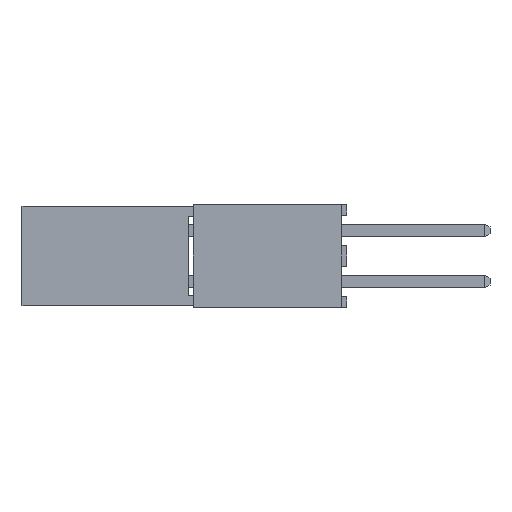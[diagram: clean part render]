
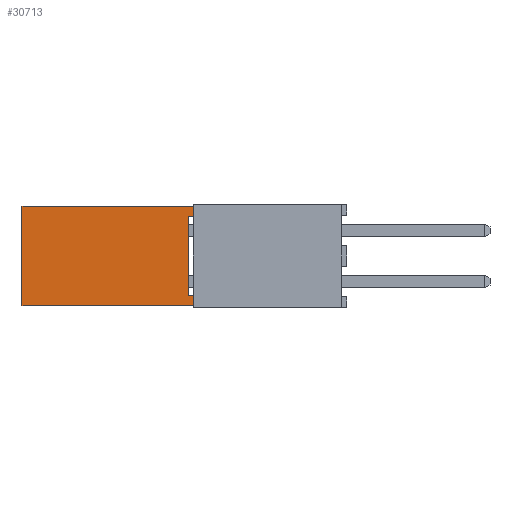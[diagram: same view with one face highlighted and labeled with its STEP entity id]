
A CAD part, left-side view. The second image highlights one B-rep face of the part: STEP entity #30713.
In plain terms, the highlighted planar face has unit normal (-1, 0, 0).
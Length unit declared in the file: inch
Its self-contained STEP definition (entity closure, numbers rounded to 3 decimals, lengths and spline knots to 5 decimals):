
#667=ORIENTED_EDGE('',*,*,#9439,.T.);
#668=ORIENTED_EDGE('',*,*,#9165,.T.);
#669=ORIENTED_EDGE('',*,*,#9317,.F.);
#670=ORIENTED_EDGE('',*,*,#9503,.F.);
#671=ORIENTED_EDGE('',*,*,#9311,.T.);
#672=ORIENTED_EDGE('',*,*,#9248,.T.);
#673=ORIENTED_EDGE('',*,*,#9502,.T.);
#674=ORIENTED_EDGE('',*,*,#9504,.T.);
#9165=EDGE_CURVE('',#13626,#13625,#16545,.T.);
#9248=EDGE_CURVE('',#13709,#13708,#16628,.T.);
#9311=EDGE_CURVE('',#13751,#13709,#16691,.T.);
#9317=EDGE_CURVE('',#13755,#13625,#16697,.T.);
#9439=EDGE_CURVE('',#13836,#13626,#16819,.T.);
#9502=EDGE_CURVE('',#13708,#13878,#16882,.T.);
#9503=EDGE_CURVE('',#13751,#13755,#16883,.T.);
#9504=EDGE_CURVE('',#13878,#13836,#16884,.T.);
#13625=VERTEX_POINT('',#42327);
#13626=VERTEX_POINT('',#42329);
#13708=VERTEX_POINT('',#42514);
#13709=VERTEX_POINT('',#42516);
#13751=VERTEX_POINT('',#42622);
#13755=VERTEX_POINT('',#42632);
#13836=VERTEX_POINT('',#42855);
#13878=VERTEX_POINT('',#42982);
#16545=LINE('',#42328,#20925);
#16628=LINE('',#42515,#21008);
#16691=LINE('',#42621,#21071);
#16697=LINE('',#42633,#21077);
#16819=LINE('',#42857,#21199);
#16882=LINE('',#42983,#21262);
#16883=LINE('',#42985,#21263);
#16884=LINE('',#42986,#21264);
#20925=VECTOR('',#34301,39.37008);
#21008=VECTOR('',#34426,39.37008);
#21071=VECTOR('',#34491,39.37008);
#21077=VECTOR('',#34499,39.37008);
#21199=VECTOR('',#34663,39.37008);
#21262=VECTOR('',#34768,39.37008);
#21263=VECTOR('',#34771,39.37008);
#21264=VECTOR('',#34772,39.37008);
#25309=EDGE_LOOP('',(#667,#668,#669,#670,#671,#672,#673,#674));
#27177=FACE_BOUND('',#25309,.T.);
#29045=PLANE('',#32469);
#30713=ADVANCED_FACE('',(#27177),#29045,.F.);
#32469=AXIS2_PLACEMENT_3D('',#42984,#34769,#34770);
#34301=DIRECTION('',(0.,0.,1.));
#34426=DIRECTION('',(0.,0.,1.));
#34491=DIRECTION('',(0.,-1.,0.));
#34499=DIRECTION('',(0.,-1.,0.));
#34663=DIRECTION('',(0.,-1.,0.));
#34768=DIRECTION('',(0.,1.,0.));
#34769=DIRECTION('',(1.,0.,0.));
#34770=DIRECTION('',(0.,0.,-1.));
#34771=DIRECTION('',(0.,0.,1.));
#34772=DIRECTION('',(0.,0.,1.));
#42327=CARTESIAN_POINT('',(0.,0.,0.0975));
#42328=CARTESIAN_POINT('',(0.,0.,-0.0975));
#42329=CARTESIAN_POINT('',(0.,0.,0.0775));
#42514=CARTESIAN_POINT('',(0.,0.,-0.0775));
#42515=CARTESIAN_POINT('',(0.,0.,-0.0975));
#42516=CARTESIAN_POINT('',(0.,0.,-0.0975));
#42621=CARTESIAN_POINT('',(0.,0.335,-0.0975));
#42622=CARTESIAN_POINT('',(0.,0.335,-0.0975));
#42632=CARTESIAN_POINT('',(0.,0.335,0.0975));
#42633=CARTESIAN_POINT('',(0.,0.335,0.0975));
#42855=CARTESIAN_POINT('',(0.,0.01,0.0775));
#42857=CARTESIAN_POINT('',(0.,0.01,0.0775));
#42982=CARTESIAN_POINT('',(0.,0.01,-0.0775));
#42983=CARTESIAN_POINT('',(0.,0.,-0.0775));
#42984=CARTESIAN_POINT('',(0.,0.335,-0.0975));
#42985=CARTESIAN_POINT('',(0.,0.335,-0.0975));
#42986=CARTESIAN_POINT('',(0.,0.01,-0.0775));
